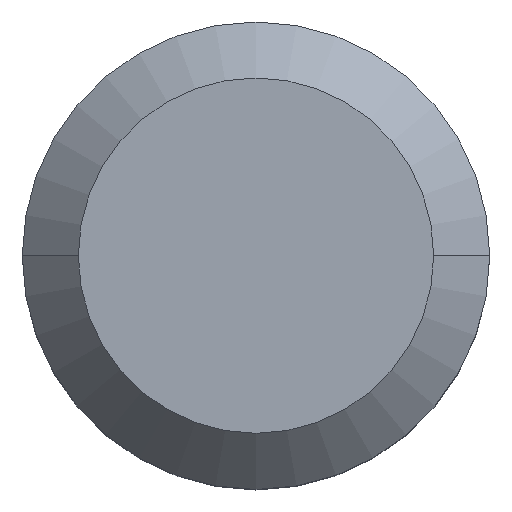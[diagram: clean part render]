
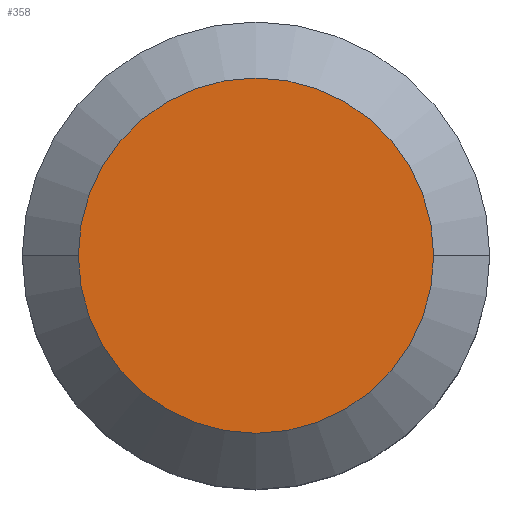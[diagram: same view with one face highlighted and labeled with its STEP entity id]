
A CAD part, top view. The second image highlights one B-rep face of the part: STEP entity #358.
In plain terms, the highlighted planar face has unit normal (0, 0, 1).
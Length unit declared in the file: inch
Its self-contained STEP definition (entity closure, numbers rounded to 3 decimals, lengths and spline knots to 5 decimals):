
#39 = VERTEX_POINT ( 'NONE', #275 ) ;
#45 = AXIS2_PLACEMENT_3D ( 'NONE', #221, #441, #119 ) ;
#49 = AXIS2_PLACEMENT_3D ( 'NONE', #175, #71, #138 ) ;
#51 = CIRCLE ( 'NONE', #49, 0.0475 ) ;
#56 = FACE_OUTER_BOUND ( 'NONE', #370, .T. ) ;
#71 = DIRECTION ( 'NONE',  ( 0., 0., 1. ) ) ;
#73 = EDGE_CURVE ( 'NONE', #39, #456, #51, .T. ) ;
#94 = DIRECTION ( 'NONE',  ( 0., 0., -1. ) ) ;
#119 = DIRECTION ( 'NONE',  ( 1., 0., 0. ) ) ;
#138 = DIRECTION ( 'NONE',  ( 1., 0., 0. ) ) ;
#175 = CARTESIAN_POINT ( 'NONE',  ( 0., 0., 0. ) ) ;
#176 = ORIENTED_EDGE ( 'NONE', *, *, #182, .T. ) ;
#182 = EDGE_CURVE ( 'NONE', #456, #39, #430, .T. ) ;
#194 = DIRECTION ( 'NONE',  ( -1., 0., 0. ) ) ;
#221 = CARTESIAN_POINT ( 'NONE',  ( 0., 0., 0. ) ) ;
#230 = CARTESIAN_POINT ( 'NONE',  ( 0.0475, 0., 0. ) ) ;
#275 = CARTESIAN_POINT ( 'NONE',  ( -0.0475, 0., 0. ) ) ;
#305 = AXIS2_PLACEMENT_3D ( 'NONE', #406, #94, #194 ) ;
#358 = ADVANCED_FACE ( 'NONE', ( #56 ), #448, .F. ) ;
#370 = EDGE_LOOP ( 'NONE', ( #426, #176 ) ) ;
#406 = CARTESIAN_POINT ( 'NONE',  ( 0., 0.0475, 0. ) ) ;
#426 = ORIENTED_EDGE ( 'NONE', *, *, #73, .T. ) ;
#430 = CIRCLE ( 'NONE', #45, 0.0475 ) ;
#441 = DIRECTION ( 'NONE',  ( 0., 0., 1. ) ) ;
#448 = PLANE ( 'NONE',  #305 ) ;
#456 = VERTEX_POINT ( 'NONE', #230 ) ;
